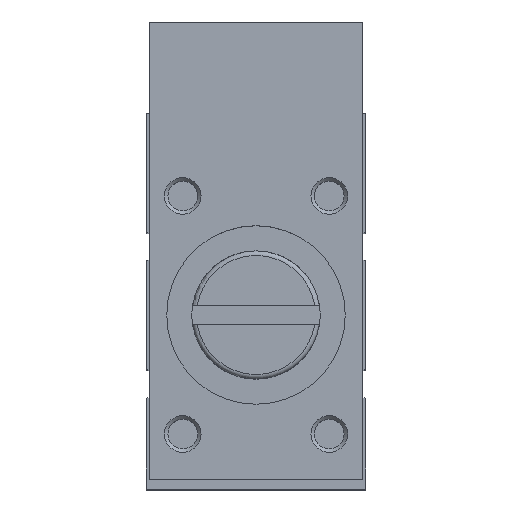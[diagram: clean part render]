
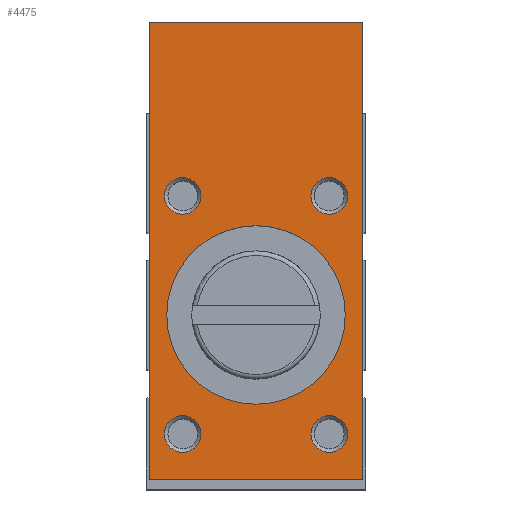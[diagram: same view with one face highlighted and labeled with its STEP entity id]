
A CAD part, top view. The second image highlights one B-rep face of the part: STEP entity #4475.
In plain terms, the highlighted face is planar.
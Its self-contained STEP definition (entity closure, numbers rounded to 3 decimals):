
#321=LINE('',#7488,#587);
#323=LINE('',#7502,#589);
#324=LINE('',#7504,#590);
#325=LINE('',#7506,#591);
#587=VECTOR('',#6003,1000.);
#589=VECTOR('',#6017,1000.);
#590=VECTOR('',#6018,1000.);
#591=VECTOR('',#6019,1000.);
#739=PLANE('',#4977);
#1503=ORIENTED_EDGE('',*,*,#2354,.F.);
#1504=ORIENTED_EDGE('',*,*,#2355,.F.);
#1505=ORIENTED_EDGE('',*,*,#2356,.F.);
#1506=ORIENTED_EDGE('',*,*,#2357,.F.);
#1507=ORIENTED_EDGE('',*,*,#2358,.F.);
#1508=ORIENTED_EDGE('',*,*,#2359,.T.);
#1509=ORIENTED_EDGE('',*,*,#2360,.F.);
#1510=ORIENTED_EDGE('',*,*,#2361,.F.);
#1511=ORIENTED_EDGE('',*,*,#2352,.T.);
#2352=EDGE_CURVE('',#2849,#2848,#321,.T.);
#2354=EDGE_CURVE('',#2850,#2850,#3148,.T.);
#2355=EDGE_CURVE('',#2851,#2851,#3149,.T.);
#2356=EDGE_CURVE('',#2852,#2852,#3150,.T.);
#2357=EDGE_CURVE('',#2853,#2853,#3151,.T.);
#2358=EDGE_CURVE('',#2854,#2854,#3152,.T.);
#2359=EDGE_CURVE('',#2848,#2855,#323,.T.);
#2360=EDGE_CURVE('',#2856,#2855,#324,.T.);
#2361=EDGE_CURVE('',#2849,#2856,#325,.T.);
#2848=VERTEX_POINT('',#7487);
#2849=VERTEX_POINT('',#7489);
#2850=VERTEX_POINT('',#7493);
#2851=VERTEX_POINT('',#7495);
#2852=VERTEX_POINT('',#7497);
#2853=VERTEX_POINT('',#7499);
#2854=VERTEX_POINT('',#7501);
#2855=VERTEX_POINT('',#7503);
#2856=VERTEX_POINT('',#7505);
#3148=CIRCLE('',#4978,9.75);
#3149=CIRCLE('',#4979,2.);
#3150=CIRCLE('',#4980,2.);
#3151=CIRCLE('',#4981,2.);
#3152=CIRCLE('',#4982,2.);
#3504=EDGE_LOOP('',(#1503));
#3505=EDGE_LOOP('',(#1504));
#3506=EDGE_LOOP('',(#1505));
#3507=EDGE_LOOP('',(#1506));
#3508=EDGE_LOOP('',(#1507));
#3509=EDGE_LOOP('',(#1508,#1509,#1510,#1511));
#3998=FACE_BOUND('',#3504,.T.);
#3999=FACE_BOUND('',#3505,.T.);
#4000=FACE_BOUND('',#3506,.T.);
#4001=FACE_BOUND('',#3507,.T.);
#4002=FACE_BOUND('',#3508,.T.);
#4003=FACE_BOUND('',#3509,.T.);
#4475=ADVANCED_FACE('',(#3998,#3999,#4000,#4001,#4002,#4003),#739,.F.);
#4977=AXIS2_PLACEMENT_3D('',#7491,#6005,#6006);
#4978=AXIS2_PLACEMENT_3D('',#7492,#6007,#6008);
#4979=AXIS2_PLACEMENT_3D('',#7494,#6009,#6010);
#4980=AXIS2_PLACEMENT_3D('',#7496,#6011,#6012);
#4981=AXIS2_PLACEMENT_3D('',#7498,#6013,#6014);
#4982=AXIS2_PLACEMENT_3D('',#7500,#6015,#6016);
#6003=DIRECTION('',(-1.,0.,0.));
#6005=DIRECTION('',(0.,0.,1.));
#6006=DIRECTION('',(1.,0.,0.));
#6007=DIRECTION('',(0.,0.,-1.));
#6008=DIRECTION('',(-1.,0.,0.));
#6009=DIRECTION('',(0.,0.,-1.));
#6010=DIRECTION('',(-1.,0.,0.));
#6011=DIRECTION('',(0.,0.,-1.));
#6012=DIRECTION('',(-1.,0.,0.));
#6013=DIRECTION('',(0.,0.,-1.));
#6014=DIRECTION('',(-1.,0.,0.));
#6015=DIRECTION('',(0.,0.,-1.));
#6016=DIRECTION('',(-1.,0.,0.));
#6017=DIRECTION('',(0.,1.,0.));
#6018=DIRECTION('',(-1.,0.,0.));
#6019=DIRECTION('',(0.,1.,0.));
#7487=CARTESIAN_POINT('',(-11.65,-18.,-10.));
#7488=CARTESIAN_POINT('',(11.65,-18.,-10.));
#7489=CARTESIAN_POINT('',(11.65,-18.,-10.));
#7491=CARTESIAN_POINT('',(11.65,-18.,-10.));
#7492=CARTESIAN_POINT('',(0.,0.,-10.));
#7493=CARTESIAN_POINT('',(-9.75,0.,-10.));
#7494=CARTESIAN_POINT('',(-8.,-13.,-10.));
#7495=CARTESIAN_POINT('',(-10.,-13.,-10.));
#7496=CARTESIAN_POINT('',(-8.,13.,-10.));
#7497=CARTESIAN_POINT('',(-10.,13.,-10.));
#7498=CARTESIAN_POINT('',(8.,-13.,-10.));
#7499=CARTESIAN_POINT('',(6.,-13.,-10.));
#7500=CARTESIAN_POINT('',(8.,13.,-10.));
#7501=CARTESIAN_POINT('',(6.,13.,-10.));
#7502=CARTESIAN_POINT('',(-11.65,-18.,-10.));
#7503=CARTESIAN_POINT('',(-11.65,32.,-10.));
#7504=CARTESIAN_POINT('',(11.65,32.,-10.));
#7505=CARTESIAN_POINT('',(11.65,32.,-10.));
#7506=CARTESIAN_POINT('',(11.65,-18.,-10.));
